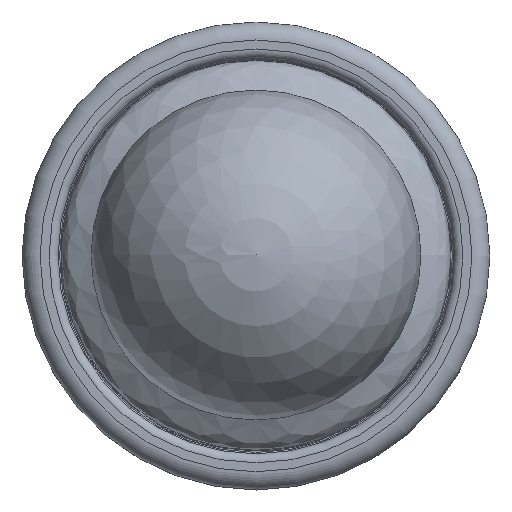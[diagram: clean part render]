
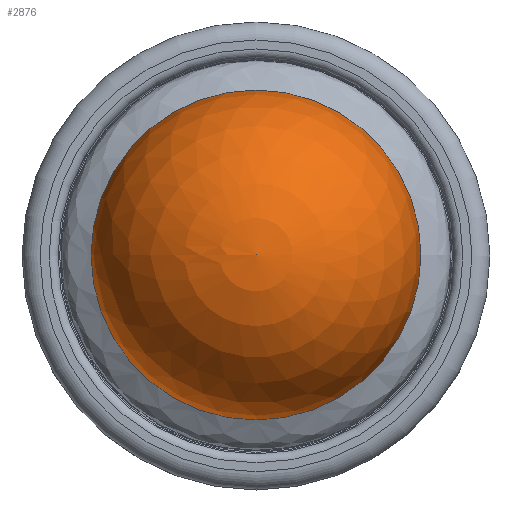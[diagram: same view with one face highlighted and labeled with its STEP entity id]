
A CAD part, top view. The second image highlights one B-rep face of the part: STEP entity #2876.
In plain terms, the highlighted spherical face has radius 27.5 mm.
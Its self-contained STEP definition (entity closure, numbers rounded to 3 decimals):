
#32=SPHERICAL_SURFACE('',#2962,27.5);
#102=CIRCLE('',#2963,27.5);
#103=CIRCLE('',#2964,27.5);
#104=CIRCLE('',#2965,27.5);
#503=FACE_OUTER_BOUND('',#666,.T.);
#666=EDGE_LOOP('',(#2568,#2569,#2570,#2571));
#1274=VERTEX_POINT('',#11781);
#1275=VERTEX_POINT('',#11782);
#1276=VERTEX_POINT('',#11784);
#1709=EDGE_CURVE('',#1274,#1275,#102,.T.);
#1710=EDGE_CURVE('',#1276,#1275,#103,.T.);
#1711=EDGE_CURVE('',#1275,#1274,#104,.T.);
#2568=ORIENTED_EDGE('',*,*,#1709,.T.);
#2569=ORIENTED_EDGE('',*,*,#1710,.F.);
#2570=ORIENTED_EDGE('',*,*,#1710,.T.);
#2571=ORIENTED_EDGE('',*,*,#1711,.T.);
#2876=ADVANCED_FACE('',(#503),#32,.T.);
#2962=AXIS2_PLACEMENT_3D('',#11780,#3204,#3205);
#2963=AXIS2_PLACEMENT_3D('',#11783,#3206,#3207);
#2964=AXIS2_PLACEMENT_3D('',#11785,#3208,#3209);
#2965=AXIS2_PLACEMENT_3D('',#11786,#3210,#3211);
#3204=DIRECTION('center_axis',(0.,0.,1.));
#3205=DIRECTION('ref_axis',(1.,0.,0.));
#3206=DIRECTION('center_axis',(0.,0.,1.));
#3207=DIRECTION('ref_axis',(1.,0.,0.));
#3208=DIRECTION('center_axis',(0.,-1.,0.));
#3209=DIRECTION('ref_axis',(-1.,0.,0.));
#3210=DIRECTION('center_axis',(0.,0.,1.));
#3211=DIRECTION('ref_axis',(1.,0.,0.));
#11780=CARTESIAN_POINT('Origin',(0.,0.,90.));
#11781=CARTESIAN_POINT('',(27.5,0.,90.086));
#11782=CARTESIAN_POINT('',(-27.5,0.,90.086));
#11783=CARTESIAN_POINT('Origin',(0.,0.,90.086));
#11784=CARTESIAN_POINT('',(0.,0.,
117.5));
#11785=CARTESIAN_POINT('Origin',(0.,0.,90.));
#11786=CARTESIAN_POINT('Origin',(0.,0.,90.086));
